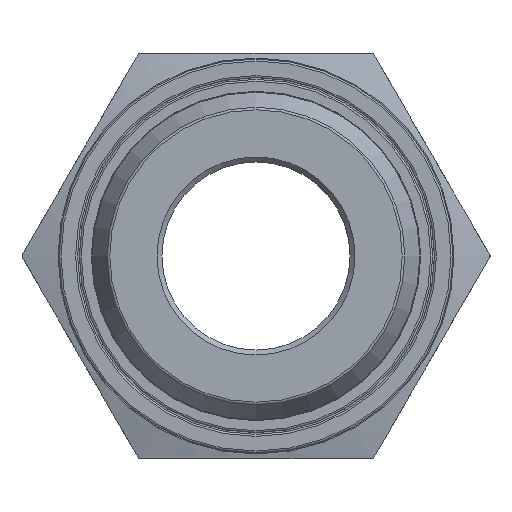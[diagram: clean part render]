
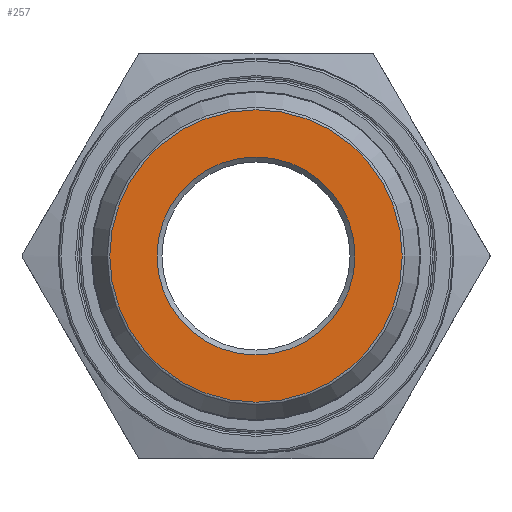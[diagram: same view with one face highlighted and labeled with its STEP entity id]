
A CAD part, left-side view. The second image highlights one B-rep face of the part: STEP entity #257.
In plain terms, the highlighted planar face has unit normal (-1, 0, 0).
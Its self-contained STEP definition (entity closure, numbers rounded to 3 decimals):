
#257=ADVANCED_FACE('',(#359,#360),#296,.F.);
#296=PLANE('',#1012);
#359=FACE_BOUND('',#481,.T.);
#360=FACE_BOUND('',#482,.T.);
#481=EDGE_LOOP('',(#650));
#482=EDGE_LOOP('',(#651));
#650=ORIENTED_EDGE('',*,*,#860,.T.);
#651=ORIENTED_EDGE('',*,*,#861,.T.);
#770=VERTEX_POINT('',#1678);
#771=VERTEX_POINT('',#1680);
#860=EDGE_CURVE('',#770,#770,#914,.T.);
#861=EDGE_CURVE('',#771,#771,#915,.T.);
#914=CIRCLE('',#1010,10.);
#915=CIRCLE('',#1011,14.772);
#1010=AXIS2_PLACEMENT_3D('',#1677,#1219,#1220);
#1011=AXIS2_PLACEMENT_3D('',#1679,#1221,#1222);
#1012=AXIS2_PLACEMENT_3D('',#1681,#1223,#1224);
#1219=DIRECTION('',(1.,0.,0.));
#1220=DIRECTION('',(0.,0.,-1.));
#1221=DIRECTION('',(-1.,0.,0.));
#1222=DIRECTION('',(0.,0.,-1.));
#1223=DIRECTION('',(1.,0.,0.));
#1224=DIRECTION('',(0.,0.,-1.));
#1677=CARTESIAN_POINT('',(177.055,0.,0.));
#1678=CARTESIAN_POINT('',(177.055,0.,-10.));
#1679=CARTESIAN_POINT('',(177.055,0.,0.));
#1680=CARTESIAN_POINT('',(177.055,0.,-14.772));
#1681=CARTESIAN_POINT('',(177.055,-23.435,0.));
